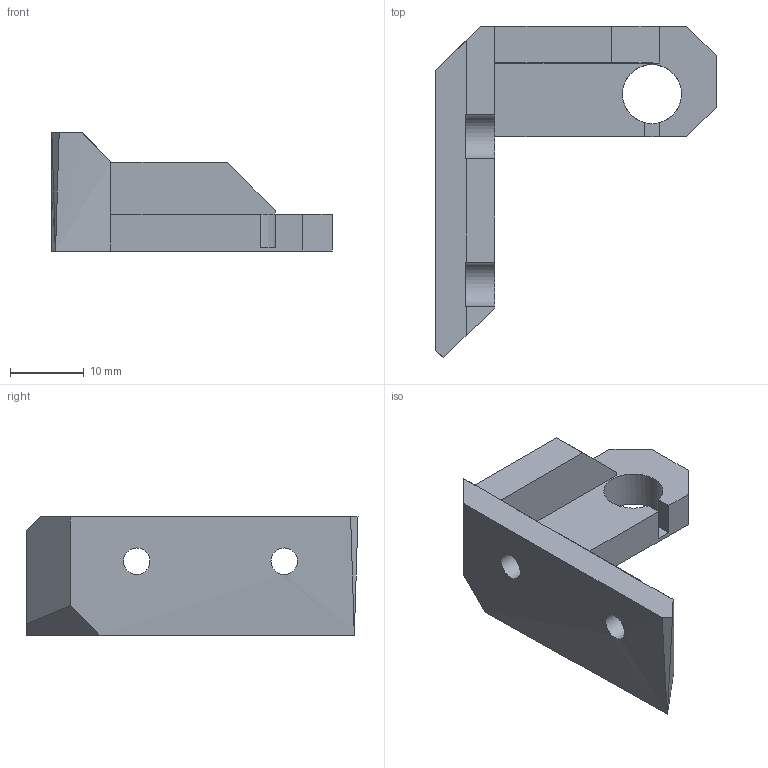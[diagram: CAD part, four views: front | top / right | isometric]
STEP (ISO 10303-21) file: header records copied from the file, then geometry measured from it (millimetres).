
FILE_DESCRIPTION(('FreeCAD Model'),'2;1');
FILE_NAME('z-axis-top-left.stp', '2014-10-31T12:04:06',('FreeCAD'),('FreeCAD'), 'Open CASCADE STEP processor 6.7','FreeCAD','Unknown');
FILE_SCHEMA(('AUTOMOTIVE_DESIGN_CC2 { 1 2 10303 214 -1 1 5 4 }'));
Length unit declared in the file: millimetre
Products named in the file (1): z-axis-top-left
Bounding box: 38 x 45 x 16 mm (x, y, z)
Volume: 6859 mm3; surface area: 3636.7 mm2
Topology: 1 solids, 1 shells, 37 faces, 107 edges, 71 vertices
Faces by surface type: plane 30, cylinder 7
Full cylindrical faces by diameter (mm): 3.6 x2, 8 x1
Entity records: 2686 total; most frequent: CARTESIAN_POINT 491, DIRECTION 407, LINE 290, VECTOR 290, ORIENTED_EDGE 216, PCURVE 216, DEFINITIONAL_REPRESENTATION 216, EDGE_CURVE 108
